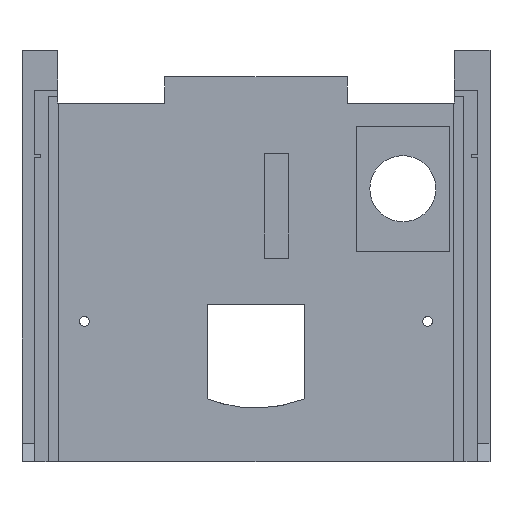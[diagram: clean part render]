
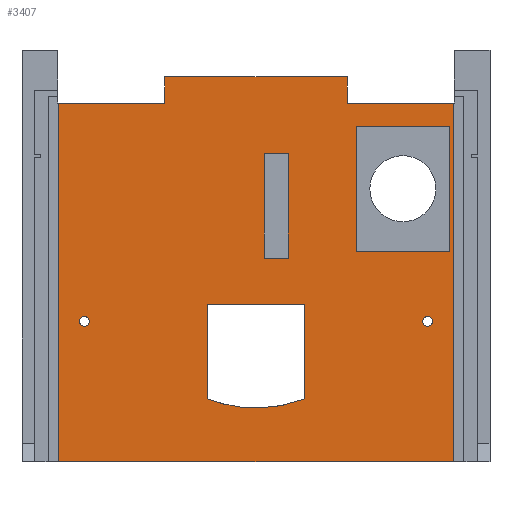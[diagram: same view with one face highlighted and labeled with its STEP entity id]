
A CAD part, front view. The second image highlights one B-rep face of the part: STEP entity #3407.
In plain terms, the highlighted planar face has unit normal (0, -1, 0).
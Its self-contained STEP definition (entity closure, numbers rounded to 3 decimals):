
#20=B_SPLINE_CURVE_WITH_KNOTS('',2,(#4949,#4950,#4951),.UNSPECIFIED.,.F.,
 .F.,(3,3),(0.,1.),.UNSPECIFIED.);
#39=FACE_BOUND('',#298,.T.);
#40=FACE_BOUND('',#299,.T.);
#41=FACE_BOUND('',#300,.T.);
#42=FACE_BOUND('',#301,.T.);
#43=FACE_BOUND('',#302,.T.);
#80=CIRCLE('',#3620,1.6);
#82=CIRCLE('',#3623,1.6);
#111=FACE_OUTER_BOUND('',#297,.T.);
#297=EDGE_LOOP('',(#2315,#2316,#2317,#2318,#2319,#2320,#2321,#2322));
#298=EDGE_LOOP('',(#2323,#2324,#2325,#2326));
#299=EDGE_LOOP('',(#2327,#2328,#2329,#2330));
#300=EDGE_LOOP('',(#2331));
#301=EDGE_LOOP('',(#2332));
#302=EDGE_LOOP('',(#2333,#2334,#2335,#2336));
#482=LINE('',#4693,#942);
#486=LINE('',#4701,#946);
#489=LINE('',#4707,#949);
#492=LINE('',#4712,#952);
#525=LINE('',#4923,#985);
#526=LINE('',#4925,#986);
#527=LINE('',#4927,#987);
#528=LINE('',#4929,#988);
#529=LINE('',#4931,#989);
#530=LINE('',#4933,#990);
#531=LINE('',#4935,#991);
#532=LINE('',#4936,#992);
#533=LINE('',#4939,#993);
#534=LINE('',#4941,#994);
#535=LINE('',#4943,#995);
#536=LINE('',#4944,#996);
#537=LINE('',#4947,#997);
#538=LINE('',#4953,#998);
#539=LINE('',#4954,#999);
#942=VECTOR('',#3803,10.);
#946=VECTOR('',#3809,10.);
#949=VECTOR('',#3814,10.);
#952=VECTOR('',#3819,10.);
#985=VECTOR('',#3936,1000.);
#986=VECTOR('',#3937,1000.);
#987=VECTOR('',#3938,1000.);
#988=VECTOR('',#3939,1000.);
#989=VECTOR('',#3940,1000.);
#990=VECTOR('',#3941,1000.);
#991=VECTOR('',#3942,1000.);
#992=VECTOR('',#3943,1000.);
#993=VECTOR('',#3944,1000.);
#994=VECTOR('',#3945,1000.);
#995=VECTOR('',#3946,1000.);
#996=VECTOR('',#3947,1000.);
#997=VECTOR('',#3948,1000.);
#998=VECTOR('',#3949,1000.);
#999=VECTOR('',#3950,1000.);
#1402=VERTEX_POINT('',#4691);
#1403=VERTEX_POINT('',#4692);
#1406=VERTEX_POINT('',#4700);
#1408=VERTEX_POINT('',#4706);
#1430=VERTEX_POINT('',#4774);
#1432=VERTEX_POINT('',#4780);
#1453=VERTEX_POINT('',#4921);
#1454=VERTEX_POINT('',#4922);
#1455=VERTEX_POINT('',#4924);
#1456=VERTEX_POINT('',#4926);
#1457=VERTEX_POINT('',#4928);
#1458=VERTEX_POINT('',#4930);
#1459=VERTEX_POINT('',#4932);
#1460=VERTEX_POINT('',#4934);
#1461=VERTEX_POINT('',#4937);
#1462=VERTEX_POINT('',#4938);
#1463=VERTEX_POINT('',#4940);
#1464=VERTEX_POINT('',#4942);
#1465=VERTEX_POINT('',#4945);
#1466=VERTEX_POINT('',#4946);
#1467=VERTEX_POINT('',#4948);
#1468=VERTEX_POINT('',#4952);
#1726=EDGE_CURVE('',#1402,#1403,#482,.T.);
#1730=EDGE_CURVE('',#1406,#1402,#486,.T.);
#1733=EDGE_CURVE('',#1408,#1406,#489,.T.);
#1736=EDGE_CURVE('',#1403,#1408,#492,.T.);
#1767=EDGE_CURVE('',#1430,#1430,#80,.T.);
#1770=EDGE_CURVE('',#1432,#1432,#82,.T.);
#1795=EDGE_CURVE('',#1453,#1454,#525,.T.);
#1796=EDGE_CURVE('',#1455,#1454,#526,.T.);
#1797=EDGE_CURVE('',#1456,#1455,#527,.T.);
#1798=EDGE_CURVE('',#1456,#1457,#528,.T.);
#1799=EDGE_CURVE('',#1458,#1457,#529,.T.);
#1800=EDGE_CURVE('',#1459,#1458,#530,.T.);
#1801=EDGE_CURVE('',#1460,#1459,#531,.T.);
#1802=EDGE_CURVE('',#1453,#1460,#532,.T.);
#1803=EDGE_CURVE('',#1461,#1462,#533,.T.);
#1804=EDGE_CURVE('',#1463,#1461,#534,.T.);
#1805=EDGE_CURVE('',#1464,#1463,#535,.T.);
#1806=EDGE_CURVE('',#1462,#1464,#536,.T.);
#1807=EDGE_CURVE('',#1465,#1466,#537,.T.);
#1808=EDGE_CURVE('',#1466,#1467,#20,.T.);
#1809=EDGE_CURVE('',#1467,#1468,#538,.T.);
#1810=EDGE_CURVE('',#1468,#1465,#539,.T.);
#2315=ORIENTED_EDGE('',*,*,#1795,.T.);
#2316=ORIENTED_EDGE('',*,*,#1796,.F.);
#2317=ORIENTED_EDGE('',*,*,#1797,.F.);
#2318=ORIENTED_EDGE('',*,*,#1798,.T.);
#2319=ORIENTED_EDGE('',*,*,#1799,.F.);
#2320=ORIENTED_EDGE('',*,*,#1800,.F.);
#2321=ORIENTED_EDGE('',*,*,#1801,.F.);
#2322=ORIENTED_EDGE('',*,*,#1802,.F.);
#2323=ORIENTED_EDGE('',*,*,#1726,.T.);
#2324=ORIENTED_EDGE('',*,*,#1736,.T.);
#2325=ORIENTED_EDGE('',*,*,#1733,.T.);
#2326=ORIENTED_EDGE('',*,*,#1730,.T.);
#2327=ORIENTED_EDGE('',*,*,#1803,.F.);
#2328=ORIENTED_EDGE('',*,*,#1804,.F.);
#2329=ORIENTED_EDGE('',*,*,#1805,.F.);
#2330=ORIENTED_EDGE('',*,*,#1806,.F.);
#2331=ORIENTED_EDGE('',*,*,#1770,.T.);
#2332=ORIENTED_EDGE('',*,*,#1767,.T.);
#2333=ORIENTED_EDGE('',*,*,#1807,.T.);
#2334=ORIENTED_EDGE('',*,*,#1808,.T.);
#2335=ORIENTED_EDGE('',*,*,#1809,.T.);
#2336=ORIENTED_EDGE('',*,*,#1810,.T.);
#3227=PLANE('',#3630);
#3407=ADVANCED_FACE('',(#111,#39,#40,#41,#42,#43),#3227,.F.);
#3620=AXIS2_PLACEMENT_3D('',#4775,#3892,#3893);
#3623=AXIS2_PLACEMENT_3D('',#4781,#3899,#3900);
#3630=AXIS2_PLACEMENT_3D('',#4920,#3934,#3935);
#3803=DIRECTION('',(0.,0.,1.));
#3809=DIRECTION('',(-1.,0.,0.));
#3814=DIRECTION('',(0.,0.,-1.));
#3819=DIRECTION('',(1.,0.,0.));
#3892=DIRECTION('center_axis',(0.,1.,0.));
#3893=DIRECTION('ref_axis',(0.,0.,1.));
#3899=DIRECTION('center_axis',(0.,1.,0.));
#3900=DIRECTION('ref_axis',(0.,0.,1.));
#3934=DIRECTION('center_axis',(0.,1.,0.));
#3935=DIRECTION('ref_axis',(0.,0.,1.));
#3936=DIRECTION('',(1.,0.,0.));
#3937=DIRECTION('',(0.,0.,-1.));
#3938=DIRECTION('',(1.,0.,0.));
#3939=DIRECTION('',(0.,0.,1.));
#3940=DIRECTION('',(1.,0.,0.));
#3941=DIRECTION('',(0.,0.,1.));
#3942=DIRECTION('',(1.,0.,0.));
#3943=DIRECTION('',(0.,0.,1.));
#3944=DIRECTION('',(1.,0.,0.));
#3945=DIRECTION('',(0.,0.,-1.));
#3946=DIRECTION('',(-1.,0.,0.));
#3947=DIRECTION('',(0.,0.,1.));
#3948=DIRECTION('',(0.,0.,-1.));
#3949=DIRECTION('',(0.,0.,1.));
#3950=DIRECTION('',(1.,0.,0.));
#4691=CARTESIAN_POINT('',(109.267,0.,-65.684));
#4692=CARTESIAN_POINT('',(109.267,0.,-24.716));
#4693=CARTESIAN_POINT('',(109.267,0.,-32.842));
#4700=CARTESIAN_POINT('',(139.767,0.,-65.684));
#4701=CARTESIAN_POINT('',(69.883,0.,-65.684));
#4706=CARTESIAN_POINT('',(139.767,0.,-24.716));
#4707=CARTESIAN_POINT('',(139.767,0.,-12.358));
#4712=CARTESIAN_POINT('',(54.633,0.,-24.716));
#4774=CARTESIAN_POINT('',(132.6,0.,-90.167));
#4775=CARTESIAN_POINT('Origin',(132.6,0.,-88.567));
#4780=CARTESIAN_POINT('',(20.4,0.,-90.167));
#4781=CARTESIAN_POINT('Origin',(20.4,0.,-88.567));
#4920=CARTESIAN_POINT('Origin',(0.,0.,0.));
#4921=CARTESIAN_POINT('',(11.95,0.,-134.4));
#4922=CARTESIAN_POINT('',(141.05,0.,-134.4));
#4923=CARTESIAN_POINT('',(0.,0.,-134.4));
#4924=CARTESIAN_POINT('',(141.05,0.,-17.2));
#4925=CARTESIAN_POINT('',(141.05,0.,-134.4));
#4926=CARTESIAN_POINT('',(106.35,0.,-17.2));
#4927=CARTESIAN_POINT('',(0.,0.,-17.2));
#4928=CARTESIAN_POINT('',(106.35,0.,-8.67));
#4929=CARTESIAN_POINT('',(106.35,0.,0.));
#4930=CARTESIAN_POINT('',(46.65,0.,-8.67));
#4931=CARTESIAN_POINT('',(0.,0.,-8.67));
#4932=CARTESIAN_POINT('',(46.65,0.,-17.2));
#4933=CARTESIAN_POINT('',(46.65,0.,0.));
#4934=CARTESIAN_POINT('',(11.95,0.,-17.2));
#4935=CARTESIAN_POINT('',(0.,0.,-17.2));
#4936=CARTESIAN_POINT('',(11.95,0.,-134.4));
#4937=CARTESIAN_POINT('',(79.15,0.,-67.9));
#4938=CARTESIAN_POINT('',(87.05,0.,-67.9));
#4939=CARTESIAN_POINT('',(79.15,0.,-67.9));
#4940=CARTESIAN_POINT('',(79.15,0.,-33.7));
#4941=CARTESIAN_POINT('',(79.15,0.,-67.9));
#4942=CARTESIAN_POINT('',(87.05,0.,-33.7));
#4943=CARTESIAN_POINT('',(79.15,0.,-33.7));
#4944=CARTESIAN_POINT('',(87.05,0.,-67.9));
#4945=CARTESIAN_POINT('',(92.5,0.,-82.9));
#4946=CARTESIAN_POINT('',(92.5,0.,-113.9));
#4947=CARTESIAN_POINT('',(92.5,0.,-113.9));
#4948=CARTESIAN_POINT('',(60.5,0.,-113.9));
#4949=CARTESIAN_POINT('Ctrl Pts',(92.5,0.,-113.9));
#4950=CARTESIAN_POINT('Ctrl Pts',(76.5,0.,-119.9));
#4951=CARTESIAN_POINT('Ctrl Pts',(60.5,0.,-113.9));
#4952=CARTESIAN_POINT('',(60.5,0.,-82.9));
#4953=CARTESIAN_POINT('',(60.5,0.,-113.9));
#4954=CARTESIAN_POINT('',(60.5,0.,-82.9));
